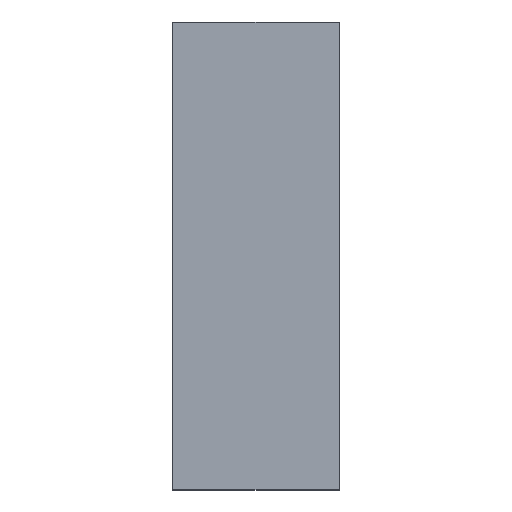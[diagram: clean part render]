
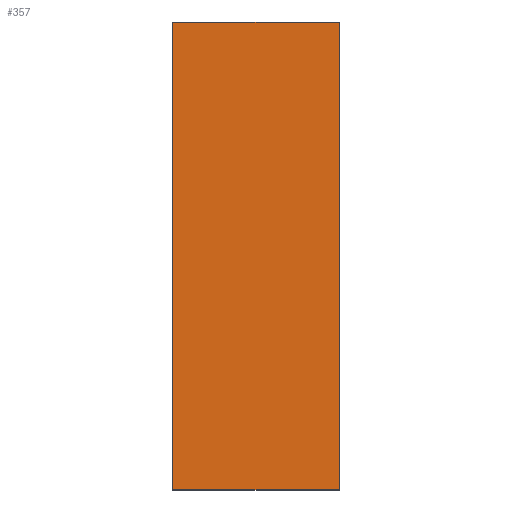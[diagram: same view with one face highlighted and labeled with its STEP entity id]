
A CAD part, top view. The second image highlights one B-rep face of the part: STEP entity #357.
In plain terms, the highlighted planar face has unit normal (0, 0, 1).
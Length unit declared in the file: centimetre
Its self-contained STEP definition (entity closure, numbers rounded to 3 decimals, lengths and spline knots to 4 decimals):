
#29=FACE_OUTER_BOUND('',#47,.T.);
#47=EDGE_LOOP('',(#279,#280,#281,#282));
#89=LINE('',#555,#137);
#90=LINE('',#557,#138);
#91=LINE('',#559,#139);
#92=LINE('',#560,#140);
#137=VECTOR('',#457,1.);
#138=VECTOR('',#458,1.);
#139=VECTOR('',#459,1.);
#140=VECTOR('',#460,1.);
#175=VERTEX_POINT('',#553);
#176=VERTEX_POINT('',#554);
#177=VERTEX_POINT('',#556);
#178=VERTEX_POINT('',#558);
#217=EDGE_CURVE('',#175,#176,#89,.T.);
#218=EDGE_CURVE('',#176,#177,#90,.T.);
#219=EDGE_CURVE('',#178,#177,#91,.T.);
#220=EDGE_CURVE('',#175,#178,#92,.T.);
#279=ORIENTED_EDGE('',*,*,#217,.T.);
#280=ORIENTED_EDGE('',*,*,#218,.T.);
#281=ORIENTED_EDGE('',*,*,#219,.F.);
#282=ORIENTED_EDGE('',*,*,#220,.F.);
#339=PLANE('',#389);
#357=ADVANCED_FACE('',(#29),#339,.T.);
#389=AXIS2_PLACEMENT_3D('',#552,#455,#456);
#455=DIRECTION('center_axis',(0.,0.,1.));
#456=DIRECTION('ref_axis',(1.,0.,0.));
#457=DIRECTION('',(1.,0.,0.));
#458=DIRECTION('',(0.,1.,0.));
#459=DIRECTION('',(1.,0.,0.));
#460=DIRECTION('',(0.,1.,0.));
#552=CARTESIAN_POINT('Origin',(0.,0.,0.));
#553=CARTESIAN_POINT('',(0.,0.,0.));
#554=CARTESIAN_POINT('',(7.1,0.,0.));
#555=CARTESIAN_POINT('',(0.,0.,0.));
#556=CARTESIAN_POINT('',(7.1,20.,0.));
#557=CARTESIAN_POINT('',(7.1,0.,0.));
#558=CARTESIAN_POINT('',(0.,20.,0.));
#559=CARTESIAN_POINT('',(0.,20.,0.));
#560=CARTESIAN_POINT('',(0.,0.,0.));
